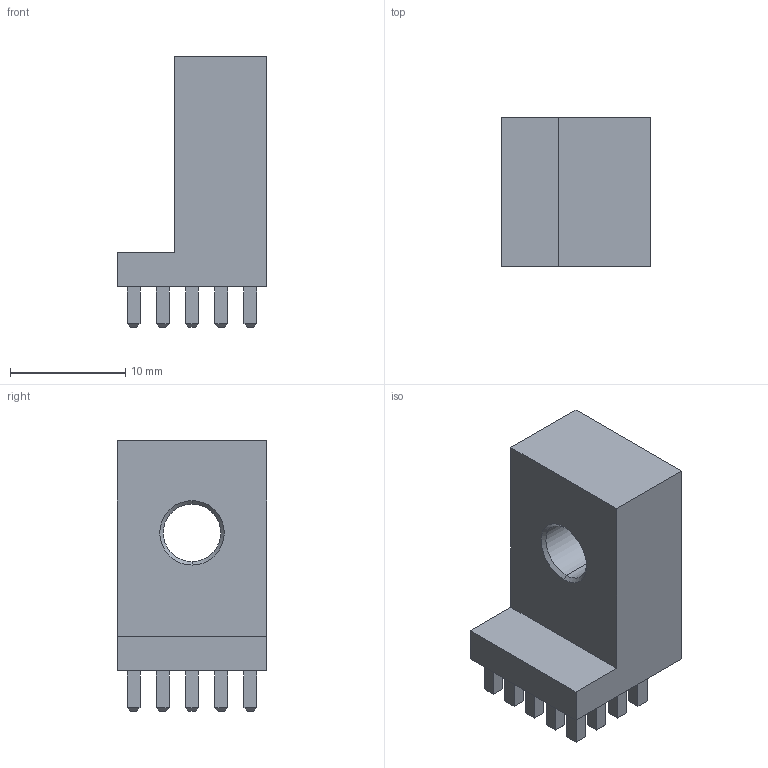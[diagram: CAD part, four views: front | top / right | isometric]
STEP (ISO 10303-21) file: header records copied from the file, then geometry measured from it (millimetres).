
FILE_DESCRIPTION (( 'STEP AP203' ), '1' );
FILE_NAME ('95681-B.STEP', '2013-12-17T19:48:15', ( 'Hajo' ), ( 'Microsoft' ), 'SwSTEP 2.0', 'SolidWorks 2011', '' );
FILE_SCHEMA (( 'CONFIG_CONTROL_DESIGN' ));
Length unit declared in the file: millimetre
Products named in the file (1): 95681-B
Bounding box: 13 x 13 x 23.5 mm (x, y, z)
Volume: 2219.7 mm3; surface area: 1646.1 mm2
Topology: 1 solids, 1 shells, 230 faces, 512 edges, 308 vertices
Faces by surface type: plane 224, cone 4, cylinder 2
Entity records: 6185 total; most frequent: CARTESIAN_POINT 1051, ORIENTED_EDGE 1024, DIRECTION 982, EDGE_CURVE 512, VECTOR 504, LINE 504, VERTEX_POINT 308, EDGE_LOOP 256
